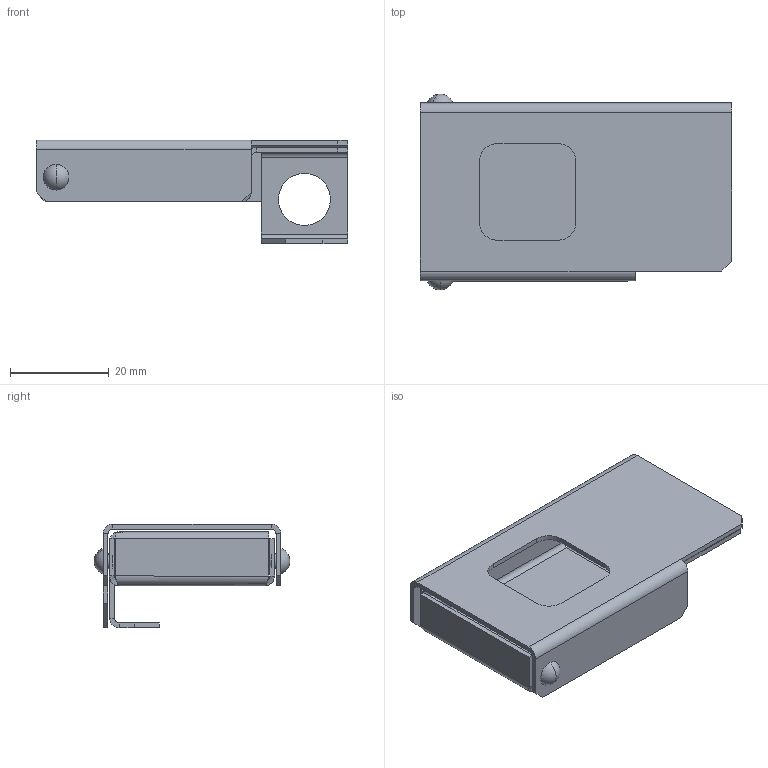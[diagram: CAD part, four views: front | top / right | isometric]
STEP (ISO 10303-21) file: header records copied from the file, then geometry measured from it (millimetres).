
FILE_DESCRIPTION (( 'STEP AP203' ), '1' );
FILE_NAME ('Íàêëàäêà äëÿ íàâåñíîãî çàìêà è îïëîìáèðîâêè EKF PROxima.STEP', '2021-07-13T11:57:18', ( '' ), ( '' ), 'SwSTEP 2.0', 'SolidWorks 2021', '' );
FILE_SCHEMA (( 'CONFIG_CONTROL_DESIGN' ));
Length unit declared in the file: millimetre
Products named in the file (4): Íàêëàäêà äëÿ íàâåñíîãî çàìêà è îïëîìáèðîâêè EKF PROxima; 倘-1097.00.00.002-01 署赅; ﾌﾈ-1097.00.00.001-01 ﾎ魵瑙韃; rivet 02_din_DIN 660-3x6-St-A-2
Assembly tree (4 placements, depth 2):
  Íàêëàäêà äëÿ íàâåñíîãî çàìêà è îïëîìáèðîâêè EKF PROxima
    ﾌﾈ-1097.00.00.001-01 ﾎ魵瑙韃
    倘-1097.00.00.002-01 署赅
    rivet 02_din_DIN 660-3x6-St-A-2  x2
Bounding box: 63 x 39.6 x 21 mm (x, y, z)
Volume: 6672.5 mm3; surface area: 14076.4 mm2
Topology: 4 solids, 4 shells, 135 faces, 311 edges, 180 vertices
Faces by surface type: plane 81, cylinder 38, bspline 8, torus 8
Entity records: 4387 total; most frequent: CARTESIAN_POINT 1097, DIRECTION 591, ORIENTED_EDGE 578, EDGE_CURVE 289, LINE 207, VECTOR 207, AXIS2_PLACEMENT_3D 192, VERTEX_POINT 170
